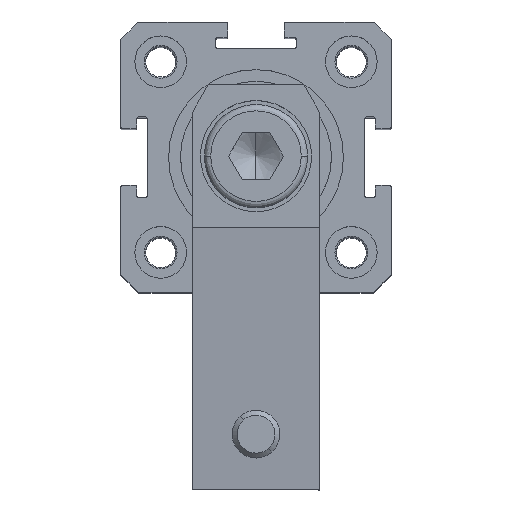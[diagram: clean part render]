
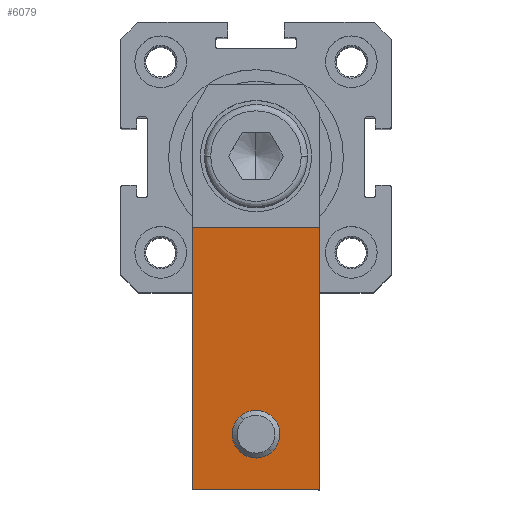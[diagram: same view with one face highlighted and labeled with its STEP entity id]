
A CAD part, top view. The second image highlights one B-rep face of the part: STEP entity #6079.
In plain terms, the highlighted planar face has unit normal (0, -0.09, 0.996).
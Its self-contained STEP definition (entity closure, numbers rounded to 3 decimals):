
#5537=CARTESIAN_POINT('',(56.,193.242,161.501));
#5538=VERTEX_POINT('',#5537);
#5554=CARTESIAN_POINT('',(56.,198.159,161.948));
#5555=VERTEX_POINT('',#5554);
#5562=CARTESIAN_POINT('',(56.,195.7,161.725));
#5563=DIRECTION('',(0.,0.091,-0.996));
#5564=DIRECTION('',(0.,-0.996,-0.091));
#5565=AXIS2_PLACEMENT_3D('',#5562,#5563,#5564);
#5566=ELLIPSE('',#5565,2.469,2.459);
#5567=EDGE_CURVE('',#5538,#5555,#5566,.T.);
#5792=CARTESIAN_POINT('',(48.,188.7,161.088));
#5793=VERTEX_POINT('',#5792);
#5800=CARTESIAN_POINT('',(48.,221.7,164.088));
#5801=VERTEX_POINT('',#5800);
#5802=CARTESIAN_POINT('',(48.,221.7,164.088));
#5803=DIRECTION('',(0.,-0.996,-0.091));
#5804=VECTOR('',#5803,33.136);
#5805=LINE('',#5802,#5804);
#5806=EDGE_CURVE('',#5801,#5793,#5805,.T.);
#5824=CARTESIAN_POINT('',(64.,221.7,164.088));
#5825=VERTEX_POINT('',#5824);
#5826=CARTESIAN_POINT('',(64.,221.7,164.088));
#5827=DIRECTION('',(-1.0,0.0,0.0));
#5828=VECTOR('',#5827,16.);
#5829=LINE('',#5826,#5828);
#5830=EDGE_CURVE('',#5825,#5801,#5829,.T.);
#5983=CARTESIAN_POINT('',(56.,195.7,161.725));
#5984=DIRECTION('',(0.,0.091,-0.996));
#5985=DIRECTION('',(0.,-0.996,-0.091));
#5986=AXIS2_PLACEMENT_3D('',#5983,#5984,#5985);
#5987=ELLIPSE('',#5986,2.469,2.459);
#5988=EDGE_CURVE('',#5555,#5538,#5987,.T.);
#6052=CARTESIAN_POINT('',(64.,221.7,164.088));
#6053=DIRECTION('',(0.,-0.091,0.996));
#6054=DIRECTION('',(-1.0,0.0,0.0));
#6055=AXIS2_PLACEMENT_3D('',#6052,#6053,#6054);
#6056=PLANE('',#6055);
#6057=ORIENTED_EDGE('',*,*,#5806,.T.);
#6058=CARTESIAN_POINT('',(64.,188.7,161.088));
#6059=VERTEX_POINT('',#6058);
#6060=CARTESIAN_POINT('',(64.,188.7,161.088));
#6061=DIRECTION('',(-1.0,0.0,0.0));
#6062=VECTOR('',#6061,16.);
#6063=LINE('',#6060,#6062);
#6064=EDGE_CURVE('',#6059,#5793,#6063,.T.);
#6065=ORIENTED_EDGE('',*,*,#6064,.F.);
#6066=CARTESIAN_POINT('',(64.,188.7,161.088));
#6067=DIRECTION('',(0.,0.996,0.091));
#6068=VECTOR('',#6067,33.136);
#6069=LINE('',#6066,#6068);
#6070=EDGE_CURVE('',#6059,#5825,#6069,.T.);
#6071=ORIENTED_EDGE('',*,*,#6070,.T.);
#6072=ORIENTED_EDGE('',*,*,#5830,.T.);
#6073=EDGE_LOOP('',(#6057,#6065,#6071,#6072));
#6074=FACE_OUTER_BOUND('',#6073,.T.);
#6075=ORIENTED_EDGE('',*,*,#5988,.T.);
#6076=ORIENTED_EDGE('',*,*,#5567,.T.);
#6077=EDGE_LOOP('',(#6075,#6076));
#6078=FACE_BOUND('',#6077,.T.);
#6079=ADVANCED_FACE('',(#6074,#6078),#6056,.T.);
